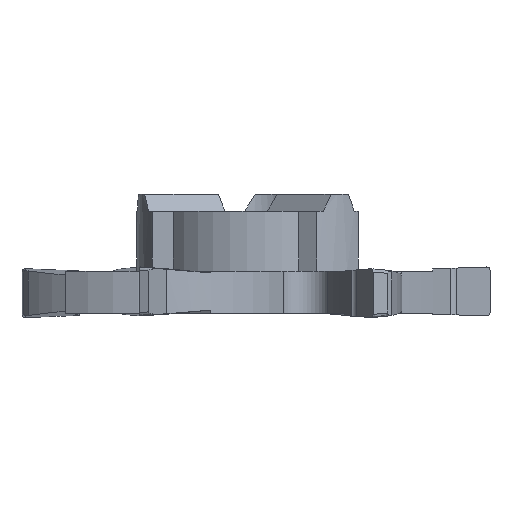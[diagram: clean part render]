
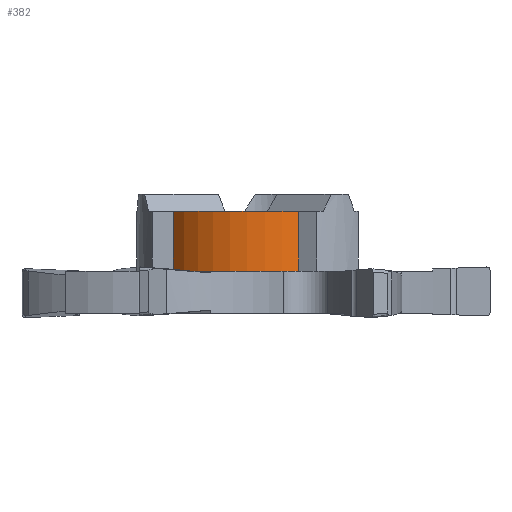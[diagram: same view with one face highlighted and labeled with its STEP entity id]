
A CAD part, front view. The second image highlights one B-rep face of the part: STEP entity #382.
In plain terms, the highlighted cylindrical face has radius 6 mm (diameter 12 mm), a partial arc.
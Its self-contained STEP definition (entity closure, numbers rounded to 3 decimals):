
#122=CYLINDRICAL_SURFACE('',#2844,6.);
#240=FACE_OUTER_BOUND('',#599,.T.);
#382=ADVANCED_FACE('',(#240),#122,.T.);
#599=EDGE_LOOP('',(#1593,#1594,#1595,#1596));
#767=LINE('',#4966,#927);
#768=LINE('',#4968,#928);
#927=VECTOR('',#3388,1.);
#928=VECTOR('',#3391,1.);
#1593=ORIENTED_EDGE('',*,*,#2333,.T.);
#1594=ORIENTED_EDGE('',*,*,#2348,.F.);
#1595=ORIENTED_EDGE('',*,*,#2000,.T.);
#1596=ORIENTED_EDGE('',*,*,#2349,.T.);
#1743=VERTEX_POINT('',#3543);
#1744=VERTEX_POINT('',#3545);
#1964=VERTEX_POINT('',#4932);
#1966=VERTEX_POINT('',#4937);
#2000=EDGE_CURVE('',#1744,#1743,#2394,.T.);
#2333=EDGE_CURVE('',#1964,#1966,#2482,.T.);
#2348=EDGE_CURVE('',#1744,#1966,#767,.T.);
#2349=EDGE_CURVE('',#1743,#1964,#768,.T.);
#2394=CIRCLE('',#2659,6.);
#2482=CIRCLE('',#2831,6.);
#2659=AXIS2_PLACEMENT_3D('',#3544,#2885,#2886);
#2831=AXIS2_PLACEMENT_3D('',#4938,#3357,#3358);
#2844=AXIS2_PLACEMENT_3D('',#4969,#3392,#3393);
#2885=DIRECTION('',(0.,0.,1.));
#2886=DIRECTION('',(1.,0.,0.));
#3357=DIRECTION('',(0.,0.,-1.));
#3358=DIRECTION('',(-1.,0.,0.));
#3388=DIRECTION('',(0.,0.,1.));
#3391=DIRECTION('',(0.,0.,1.));
#3392=DIRECTION('',(0.,0.,1.));
#3393=DIRECTION('',(-1.,0.,0.));
#3543=CARTESIAN_POINT('',(2.517,-5.446,-3.55));
#3544=CARTESIAN_POINT('',(0.,0.,-3.55));
#3545=CARTESIAN_POINT('',(-4.903,-3.458,-3.55));
#4932=CARTESIAN_POINT('',(2.517,-5.446,0.));
#4937=CARTESIAN_POINT('',(-4.903,-3.458,0.));
#4938=CARTESIAN_POINT('',(0.,0.,0.));
#4966=CARTESIAN_POINT('',(-4.903,-3.458,-3.55));
#4968=CARTESIAN_POINT('',(2.517,-5.446,-3.55));
#4969=CARTESIAN_POINT('',(0.,0.,-3.55));
